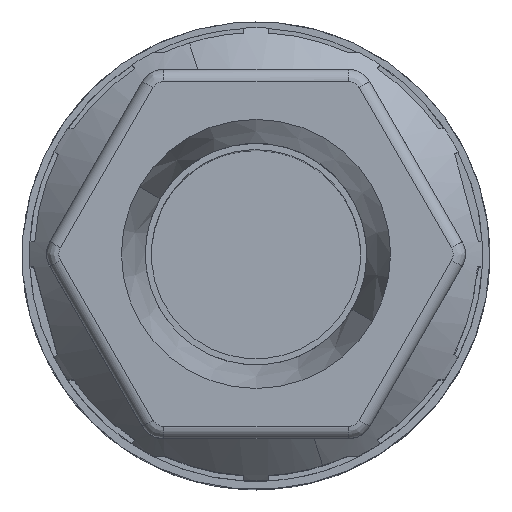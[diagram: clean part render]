
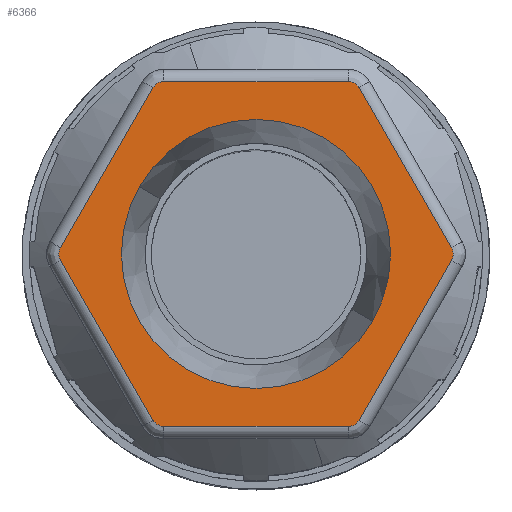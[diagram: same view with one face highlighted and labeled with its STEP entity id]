
A CAD part, top view. The second image highlights one B-rep face of the part: STEP entity #6366.
In plain terms, the highlighted planar face has unit normal (0, 0, 1).
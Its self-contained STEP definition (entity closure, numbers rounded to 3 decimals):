
#6332=AXIS2_PLACEMENT_3D('Plane Axis2P3D',#6329,#6330,#6331) ;
#6350=AXIS2_PLACEMENT_3D('Circle Axis2P3D',#6348,#6349,$) ;
#6359=AXIS2_PLACEMENT_3D('Circle Axis2P3D',#6357,#6358,$) ;
#6008=CARTESIAN_POINT('Vertex',(13.253,2.5,60.)) ;
#6011=CARTESIAN_POINT('Line Origine',(7.125,2.5,60.)) ;
#6015=CARTESIAN_POINT('Vertex',(5.747,2.5,60.)) ;
#6045=CARTESIAN_POINT('Vertex',(5.314,2.75,60.)) ;
#6049=CARTESIAN_POINT('Control Point',(5.747,2.5,60.)) ;
#6050=CARTESIAN_POINT('Control Point',(5.459,2.5,60.)) ;
#6051=CARTESIAN_POINT('Control Point',(5.314,2.75,60.)) ;
#6066=CARTESIAN_POINT('Line Origine',(6.292,1.057,60.)) ;
#6070=CARTESIAN_POINT('Vertex',(1.561,9.25,60.)) ;
#6100=CARTESIAN_POINT('Vertex',(1.561,9.75,60.)) ;
#6104=CARTESIAN_POINT('Control Point',(1.561,9.75,60.)) ;
#6105=CARTESIAN_POINT('Control Point',(1.417,9.5,60.)) ;
#6106=CARTESIAN_POINT('Control Point',(1.561,9.25,60.)) ;
#6121=CARTESIAN_POINT('Line Origine',(26.313,52.62,60.)) ;
#6125=CARTESIAN_POINT('Vertex',(5.314,16.25,60.)) ;
#6155=CARTESIAN_POINT('Vertex',(5.747,16.5,60.)) ;
#6159=CARTESIAN_POINT('Control Point',(5.314,16.25,60.)) ;
#6160=CARTESIAN_POINT('Control Point',(5.459,16.5,60.)) ;
#6161=CARTESIAN_POINT('Control Point',(5.747,16.5,60.)) ;
#6180=CARTESIAN_POINT('Vertex',(13.253,16.5,60.)) ;
#6183=CARTESIAN_POINT('Line Origine',(15.207,16.5,60.)) ;
#6207=CARTESIAN_POINT('Control Point',(13.253,16.5,60.)) ;
#6208=CARTESIAN_POINT('Control Point',(13.541,16.5,60.)) ;
#6209=CARTESIAN_POINT('Control Point',(13.686,16.25,60.)) ;
#6210=CARTESIAN_POINT('Vertex',(13.686,16.25,60.)) ;
#6231=CARTESIAN_POINT('Line Origine',(14.374,15.057,60.)) ;
#6235=CARTESIAN_POINT('Vertex',(17.439,9.75,60.)) ;
#6265=CARTESIAN_POINT('Vertex',(17.439,9.25,60.)) ;
#6269=CARTESIAN_POINT('Control Point',(17.439,9.75,60.)) ;
#6270=CARTESIAN_POINT('Control Point',(17.583,9.5,60.)) ;
#6271=CARTESIAN_POINT('Control Point',(17.439,9.25,60.)) ;
#6286=CARTESIAN_POINT('Line Origine',(38.437,45.62,60.)) ;
#6290=CARTESIAN_POINT('Vertex',(13.686,2.75,60.)) ;
#6317=CARTESIAN_POINT('Control Point',(13.686,2.75,60.)) ;
#6318=CARTESIAN_POINT('Control Point',(13.541,2.5,60.)) ;
#6319=CARTESIAN_POINT('Control Point',(13.253,2.5,60.)) ;
#6329=CARTESIAN_POINT('Axis2P3D Location',(14.854,6.409,60.)) ;
#6348=CARTESIAN_POINT('Axis2P3D Location',(9.5,9.5,60.)) ;
#6352=CARTESIAN_POINT('Vertex',(14.232,6.768,60.)) ;
#6354=CARTESIAN_POINT('Vertex',(4.768,12.232,60.)) ;
#6357=CARTESIAN_POINT('Axis2P3D Location',(9.5,9.5,60.)) ;
#6012=DIRECTION('Vector Direction',(1.,0.,0.)) ;
#6067=DIRECTION('Vector Direction',(0.5,-0.866,0.)) ;
#6122=DIRECTION('Vector Direction',(-0.5,-0.866,0.)) ;
#6184=DIRECTION('Vector Direction',(-1.,0.,0.)) ;
#6232=DIRECTION('Vector Direction',(-0.5,0.866,0.)) ;
#6287=DIRECTION('Vector Direction',(0.5,0.866,0.)) ;
#6330=DIRECTION('Axis2P3D Direction',(0.,0.,1.)) ;
#6331=DIRECTION('Axis2P3D XDirection',(0.866,-0.5,0.)) ;
#6349=DIRECTION('Axis2P3D Direction',(0.,0.,1.)) ;
#6358=DIRECTION('Axis2P3D Direction',(0.,0.,1.)) ;
#6013=VECTOR('Line Direction',#6012,1.) ;
#6068=VECTOR('Line Direction',#6067,1.) ;
#6123=VECTOR('Line Direction',#6122,1.) ;
#6185=VECTOR('Line Direction',#6184,1.) ;
#6233=VECTOR('Line Direction',#6232,1.) ;
#6288=VECTOR('Line Direction',#6287,1.) ;
#6335=ORIENTED_EDGE('',*,*,#6187,.T.) ;
#6336=ORIENTED_EDGE('',*,*,#6162,.F.) ;
#6337=ORIENTED_EDGE('',*,*,#6127,.T.) ;
#6338=ORIENTED_EDGE('',*,*,#6107,.T.) ;
#6339=ORIENTED_EDGE('',*,*,#6072,.T.) ;
#6340=ORIENTED_EDGE('',*,*,#6052,.F.) ;
#6341=ORIENTED_EDGE('',*,*,#6017,.T.) ;
#6342=ORIENTED_EDGE('',*,*,#6320,.F.) ;
#6343=ORIENTED_EDGE('',*,*,#6292,.T.) ;
#6344=ORIENTED_EDGE('',*,*,#6272,.F.) ;
#6345=ORIENTED_EDGE('',*,*,#6237,.T.) ;
#6346=ORIENTED_EDGE('',*,*,#6212,.F.) ;
#6363=ORIENTED_EDGE('',*,*,#6356,.F.) ;
#6364=ORIENTED_EDGE('',*,*,#6361,.F.) ;
#6365=FACE_BOUND('',#6362,.T.) ;
#6366=ADVANCED_FACE('Volumenk\X2\00F6\X0\rper2',(#6347,#6365),#6333,.T.) ;
#6351=CIRCLE('generated circle',#6350,5.465) ;
#6360=CIRCLE('generated circle',#6359,5.465) ;
#6017=EDGE_CURVE('',#6016,#6009,#6014,.T.) ;
#6052=EDGE_CURVE('',#6016,#6046,#6048,.T.) ;
#6072=EDGE_CURVE('',#6071,#6046,#6069,.T.) ;
#6107=EDGE_CURVE('',#6101,#6071,#6103,.T.) ;
#6127=EDGE_CURVE('',#6126,#6101,#6124,.T.) ;
#6162=EDGE_CURVE('',#6126,#6156,#6158,.T.) ;
#6187=EDGE_CURVE('',#6181,#6156,#6186,.T.) ;
#6212=EDGE_CURVE('',#6181,#6211,#6206,.T.) ;
#6237=EDGE_CURVE('',#6236,#6211,#6234,.T.) ;
#6272=EDGE_CURVE('',#6236,#6266,#6268,.T.) ;
#6292=EDGE_CURVE('',#6291,#6266,#6289,.T.) ;
#6320=EDGE_CURVE('',#6291,#6009,#6316,.T.) ;
#6356=EDGE_CURVE('',#6353,#6355,#6351,.T.) ;
#6361=EDGE_CURVE('',#6355,#6353,#6360,.T.) ;
#6334=EDGE_LOOP('',(#6335,#6336,#6337,#6338,#6339,#6340,#6341,#6342,#6343,#6344,#6345,#6346)) ;
#6362=EDGE_LOOP('',(#6363,#6364)) ;
#6347=FACE_OUTER_BOUND('',#6334,.T.) ;
#6014=LINE('Line',#6011,#6013) ;
#6069=LINE('Line',#6066,#6068) ;
#6124=LINE('Line',#6121,#6123) ;
#6186=LINE('Line',#6183,#6185) ;
#6234=LINE('Line',#6231,#6233) ;
#6289=LINE('Line',#6286,#6288) ;
#6333=PLANE('',#6332) ;
#6009=VERTEX_POINT('',#6008) ;
#6016=VERTEX_POINT('',#6015) ;
#6046=VERTEX_POINT('',#6045) ;
#6071=VERTEX_POINT('',#6070) ;
#6101=VERTEX_POINT('',#6100) ;
#6126=VERTEX_POINT('',#6125) ;
#6156=VERTEX_POINT('',#6155) ;
#6181=VERTEX_POINT('',#6180) ;
#6211=VERTEX_POINT('',#6210) ;
#6236=VERTEX_POINT('',#6235) ;
#6266=VERTEX_POINT('',#6265) ;
#6291=VERTEX_POINT('',#6290) ;
#6353=VERTEX_POINT('',#6352) ;
#6355=VERTEX_POINT('',#6354) ;
#6048=(BOUNDED_CURVE()B_SPLINE_CURVE(2,(#6049,#6050,#6051),.UNSPECIFIED.,.F.,.U.)B_SPLINE_CURVE_WITH_KNOTS((3,3),(-2.094,-1.132),.UNSPECIFIED.)CURVE()GEOMETRIC_REPRESENTATION_ITEM()RATIONAL_B_SPLINE_CURVE((1.,0.866,1.))REPRESENTATION_ITEM('')) ;
#6103=(BOUNDED_CURVE()B_SPLINE_CURVE(2,(#6104,#6105,#6106),.UNSPECIFIED.,.F.,.U.)B_SPLINE_CURVE_WITH_KNOTS((3,3),(-3.142,-2.179),.UNSPECIFIED.)CURVE()GEOMETRIC_REPRESENTATION_ITEM()RATIONAL_B_SPLINE_CURVE((1.,0.866,1.))REPRESENTATION_ITEM('')) ;
#6158=(BOUNDED_CURVE()B_SPLINE_CURVE(2,(#6159,#6160,#6161),.UNSPECIFIED.,.F.,.U.)B_SPLINE_CURVE_WITH_KNOTS((3,3),(0.,0.962),.UNSPECIFIED.)CURVE()GEOMETRIC_REPRESENTATION_ITEM()RATIONAL_B_SPLINE_CURVE((1.,0.866,1.))REPRESENTATION_ITEM('')) ;
#6206=(BOUNDED_CURVE()B_SPLINE_CURVE(2,(#6207,#6208,#6209),.UNSPECIFIED.,.F.,.U.)B_SPLINE_CURVE_WITH_KNOTS((3,3),(1.047,2.009),.UNSPECIFIED.)CURVE()GEOMETRIC_REPRESENTATION_ITEM()RATIONAL_B_SPLINE_CURVE((1.,0.866,1.))REPRESENTATION_ITEM('')) ;
#6268=(BOUNDED_CURVE()B_SPLINE_CURVE(2,(#6269,#6270,#6271),.UNSPECIFIED.,.F.,.U.)B_SPLINE_CURVE_WITH_KNOTS((3,3),(2.094,3.057),.UNSPECIFIED.)CURVE()GEOMETRIC_REPRESENTATION_ITEM()RATIONAL_B_SPLINE_CURVE((1.,0.866,1.))REPRESENTATION_ITEM('')) ;
#6316=(BOUNDED_CURVE()B_SPLINE_CURVE(2,(#6317,#6318,#6319),.UNSPECIFIED.,.F.,.U.)B_SPLINE_CURVE_WITH_KNOTS((3,3),(-3.142,-2.179),.UNSPECIFIED.)CURVE()GEOMETRIC_REPRESENTATION_ITEM()RATIONAL_B_SPLINE_CURVE((1.,0.866,1.))REPRESENTATION_ITEM('')) ;
